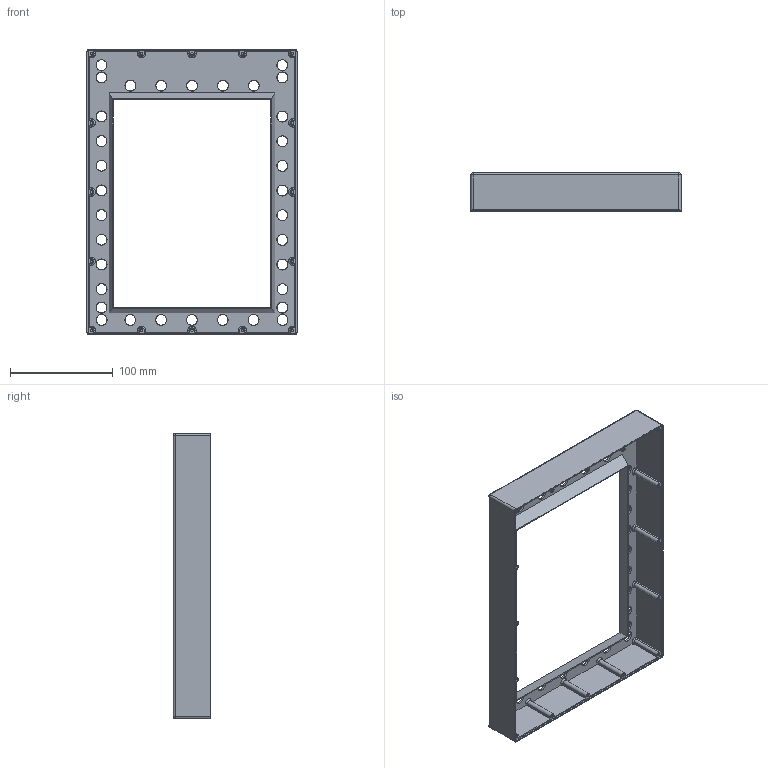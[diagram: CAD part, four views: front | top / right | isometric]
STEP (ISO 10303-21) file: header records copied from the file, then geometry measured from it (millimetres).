
FILE_DESCRIPTION(/* description */ (''),/* implementation_level */ '2;1');
FILE_NAME(/* name */ 'PlasticTop.step',/* time_stamp */ '2024-04-01T18:19:24+03:00',/* author */ (''),/* organization */ (''),/* preprocessor_version */ 'ST-DEVELOPER v20',/* originating_system */ 'Autodesk Translation Framework v12.20.1.177',/* authorisation */ '');
FILE_SCHEMA (('AUTOMOTIVE_DESIGN { 1 0 10303 214 3 1 1 }'));
Length unit declared in the file: millimetre
Products named in the file (1): PlasticTop
Bounding box: 204.4 x 36.67 x 277.47 mm (x, y, z)
Volume: 124390.1 mm3; surface area: 135438.5 mm2
Topology: 1 solids, 1 shells, 249 faces, 606 edges, 378 vertices
Faces by surface type: cylinder 110, plane 85, cone 34, torus 16, sphere 4
Full cylindrical faces by diameter (mm): 2.5 x16, 10.6 x34
Entity records: 7486 total; most frequent: DIRECTION 1376, CARTESIAN_POINT 1234, ORIENTED_EDGE 1212, EDGE_CURVE 606, AXIS2_PLACEMENT_3D 520, VERTEX_POINT 378, EDGE_LOOP 338, LINE 336
